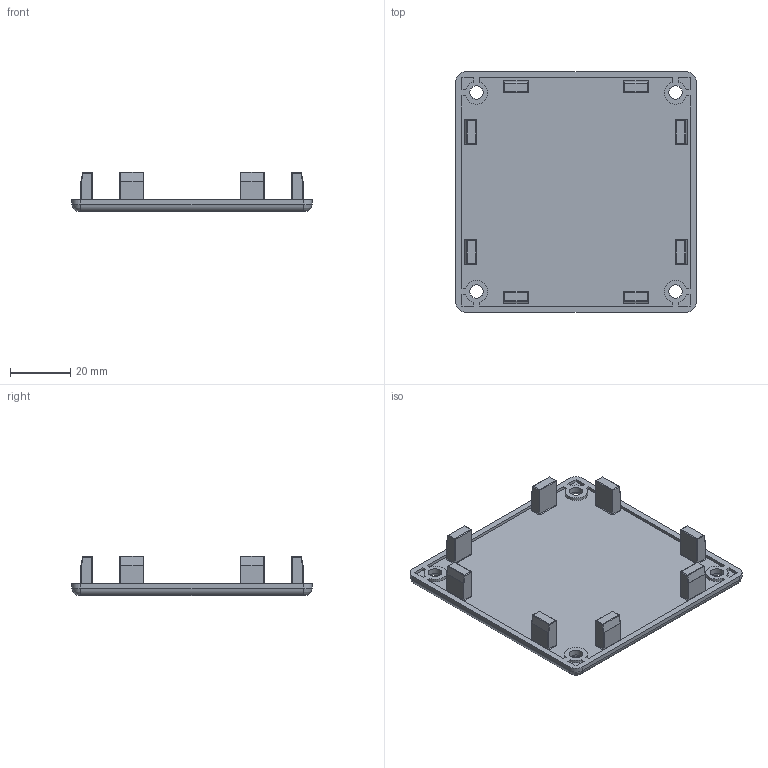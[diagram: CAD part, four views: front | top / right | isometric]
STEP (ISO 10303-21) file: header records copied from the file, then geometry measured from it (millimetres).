
FILE_DESCRIPTION(('STEP AP203'),'1');
FILE_NAME('SAFE00E1395.stp','2023-10-09T07:23:04',(' '),(' '),'Spatial InterOp 3D',' ',' ');
FILE_SCHEMA(('CONFIG_CONTROL_DESIGN'));
Length unit declared in the file: millimetre
Products named in the file (1): Embout goulotte 80x80 -sans vis
Bounding box: 80 x 80 x 13 mm (x, y, z)
Volume: 21399.6 mm3; surface area: 16068.7 mm2
Topology: 1 solids, 1 shells, 319 faces, 724 edges, 384 vertices
Faces by surface type: cylinder 144, plane 91, revolution 81, bspline 3
Full cylindrical faces by diameter (mm): 4.5 x4, 8.2 x4
Entity records: 8884 total; most frequent: CARTESIAN_POINT 1965, DIRECTION 1481, ORIENTED_EDGE 1352, EDGE_CURVE 676, AXIS2_PLACEMENT_3D 524, VERTEX_POINT 384, EDGE_LOOP 352, LINE 352
